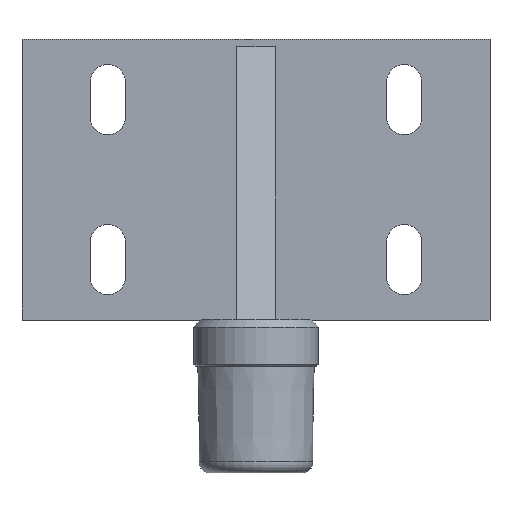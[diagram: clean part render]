
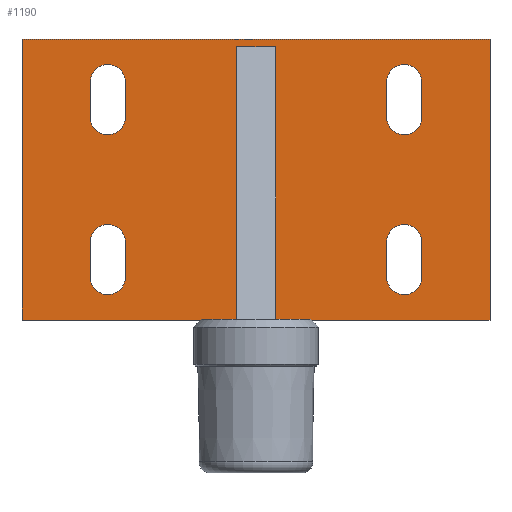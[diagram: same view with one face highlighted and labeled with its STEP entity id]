
A CAD part, top view. The second image highlights one B-rep face of the part: STEP entity #1190.
In plain terms, the highlighted planar face has unit normal (0, 0, 1).
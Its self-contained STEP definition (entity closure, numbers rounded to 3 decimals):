
#88=FACE_BOUND('',#270,.T.);
#89=FACE_BOUND('',#271,.T.);
#90=FACE_BOUND('',#272,.T.);
#91=FACE_BOUND('',#273,.T.);
#106=CIRCLE('',#1411,4.5);
#108=CIRCLE('',#1415,4.5);
#110=CIRCLE('',#1419,4.5);
#112=CIRCLE('',#1423,4.5);
#114=CIRCLE('',#1427,4.5);
#116=CIRCLE('',#1431,4.5);
#118=CIRCLE('',#1435,4.5);
#120=CIRCLE('',#1439,4.5);
#202=FACE_OUTER_BOUND('',#269,.T.);
#269=EDGE_LOOP('',(#873,#874,#875,#876));
#270=EDGE_LOOP('',(#877,#878,#879,#880));
#271=EDGE_LOOP('',(#881,#882,#883,#884));
#272=EDGE_LOOP('',(#885,#886,#887,#888));
#273=EDGE_LOOP('',(#889,#890,#891,#892));
#335=LINE('',#1926,#423);
#339=LINE('',#1938,#427);
#343=LINE('',#1950,#431);
#347=LINE('',#1962,#435);
#351=LINE('',#1974,#439);
#355=LINE('',#1986,#443);
#359=LINE('',#1998,#447);
#363=LINE('',#2010,#451);
#365=LINE('',#2018,#453);
#369=LINE('',#2026,#457);
#372=LINE('',#2032,#460);
#375=LINE('',#2037,#463);
#423=VECTOR('',#1555,10.);
#427=VECTOR('',#1567,10.);
#431=VECTOR('',#1579,10.);
#435=VECTOR('',#1591,10.);
#439=VECTOR('',#1603,10.);
#443=VECTOR('',#1615,10.);
#447=VECTOR('',#1627,10.);
#451=VECTOR('',#1639,10.);
#453=VECTOR('',#1649,10.);
#457=VECTOR('',#1655,10.);
#460=VECTOR('',#1660,10.);
#463=VECTOR('',#1665,10.);
#511=VERTEX_POINT('',#1923);
#512=VERTEX_POINT('',#1925);
#514=VERTEX_POINT('',#1931);
#516=VERTEX_POINT('',#1937);
#519=VERTEX_POINT('',#1947);
#520=VERTEX_POINT('',#1949);
#522=VERTEX_POINT('',#1955);
#524=VERTEX_POINT('',#1961);
#527=VERTEX_POINT('',#1971);
#528=VERTEX_POINT('',#1973);
#530=VERTEX_POINT('',#1979);
#532=VERTEX_POINT('',#1985);
#535=VERTEX_POINT('',#1995);
#536=VERTEX_POINT('',#1997);
#538=VERTEX_POINT('',#2003);
#540=VERTEX_POINT('',#2009);
#541=VERTEX_POINT('',#2016);
#542=VERTEX_POINT('',#2017);
#545=VERTEX_POINT('',#2025);
#547=VERTEX_POINT('',#2031);
#627=EDGE_CURVE('',#512,#511,#335,.T.);
#630=EDGE_CURVE('',#514,#512,#106,.T.);
#633=EDGE_CURVE('',#516,#514,#339,.T.);
#636=EDGE_CURVE('',#511,#516,#108,.T.);
#639=EDGE_CURVE('',#520,#519,#343,.T.);
#642=EDGE_CURVE('',#522,#520,#110,.T.);
#645=EDGE_CURVE('',#524,#522,#347,.T.);
#648=EDGE_CURVE('',#519,#524,#112,.T.);
#651=EDGE_CURVE('',#528,#527,#351,.T.);
#654=EDGE_CURVE('',#530,#528,#114,.T.);
#657=EDGE_CURVE('',#532,#530,#355,.T.);
#660=EDGE_CURVE('',#527,#532,#116,.T.);
#663=EDGE_CURVE('',#536,#535,#359,.T.);
#666=EDGE_CURVE('',#538,#536,#118,.T.);
#669=EDGE_CURVE('',#540,#538,#363,.T.);
#672=EDGE_CURVE('',#535,#540,#120,.T.);
#673=EDGE_CURVE('',#541,#542,#365,.T.);
#677=EDGE_CURVE('',#542,#545,#369,.T.);
#680=EDGE_CURVE('',#545,#547,#372,.T.);
#683=EDGE_CURVE('',#547,#541,#375,.T.);
#873=ORIENTED_EDGE('',*,*,#673,.F.);
#874=ORIENTED_EDGE('',*,*,#683,.F.);
#875=ORIENTED_EDGE('',*,*,#680,.F.);
#876=ORIENTED_EDGE('',*,*,#677,.F.);
#877=ORIENTED_EDGE('',*,*,#627,.T.);
#878=ORIENTED_EDGE('',*,*,#636,.T.);
#879=ORIENTED_EDGE('',*,*,#633,.T.);
#880=ORIENTED_EDGE('',*,*,#630,.T.);
#881=ORIENTED_EDGE('',*,*,#639,.T.);
#882=ORIENTED_EDGE('',*,*,#648,.T.);
#883=ORIENTED_EDGE('',*,*,#645,.T.);
#884=ORIENTED_EDGE('',*,*,#642,.T.);
#885=ORIENTED_EDGE('',*,*,#651,.T.);
#886=ORIENTED_EDGE('',*,*,#660,.T.);
#887=ORIENTED_EDGE('',*,*,#657,.T.);
#888=ORIENTED_EDGE('',*,*,#654,.T.);
#889=ORIENTED_EDGE('',*,*,#669,.T.);
#890=ORIENTED_EDGE('',*,*,#666,.T.);
#891=ORIENTED_EDGE('',*,*,#663,.T.);
#892=ORIENTED_EDGE('',*,*,#672,.T.);
#1141=PLANE('',#1444);
#1190=ADVANCED_FACE('',(#202,#88,#89,#90,#91),#1141,.T.);
#1411=AXIS2_PLACEMENT_3D('',#1932,#1561,#1562);
#1415=AXIS2_PLACEMENT_3D('',#1942,#1573,#1574);
#1419=AXIS2_PLACEMENT_3D('',#1956,#1585,#1586);
#1423=AXIS2_PLACEMENT_3D('',#1966,#1597,#1598);
#1427=AXIS2_PLACEMENT_3D('',#1980,#1609,#1610);
#1431=AXIS2_PLACEMENT_3D('',#1990,#1621,#1622);
#1435=AXIS2_PLACEMENT_3D('',#2004,#1633,#1634);
#1439=AXIS2_PLACEMENT_3D('',#2014,#1645,#1646);
#1444=AXIS2_PLACEMENT_3D('',#2039,#1667,#1668);
#1555=DIRECTION('',(0.,1.,0.));
#1561=DIRECTION('center_axis',(0.,0.,-1.));
#1562=DIRECTION('ref_axis',(-1.,0.,0.));
#1567=DIRECTION('',(0.,-1.,0.));
#1573=DIRECTION('center_axis',(0.,0.,-1.));
#1574=DIRECTION('ref_axis',(1.,0.,0.));
#1579=DIRECTION('',(0.,1.,0.));
#1585=DIRECTION('center_axis',(0.,0.,-1.));
#1586=DIRECTION('ref_axis',(-1.,0.,0.));
#1591=DIRECTION('',(0.,-1.,0.));
#1597=DIRECTION('center_axis',(0.,0.,-1.));
#1598=DIRECTION('ref_axis',(1.,0.,0.));
#1603=DIRECTION('',(0.,1.,0.));
#1609=DIRECTION('center_axis',(0.,0.,-1.));
#1610=DIRECTION('ref_axis',(-1.,0.,0.));
#1615=DIRECTION('',(0.,-1.,0.));
#1621=DIRECTION('center_axis',(0.,0.,-1.));
#1622=DIRECTION('ref_axis',(1.,0.,0.));
#1627=DIRECTION('',(0.,1.,0.));
#1633=DIRECTION('center_axis',(0.,0.,-1.));
#1634=DIRECTION('ref_axis',(-1.,0.,0.));
#1639=DIRECTION('',(0.,-1.,0.));
#1645=DIRECTION('center_axis',(0.,0.,-1.));
#1646=DIRECTION('ref_axis',(1.,0.,0.));
#1649=DIRECTION('',(0.,-1.,0.));
#1655=DIRECTION('',(-1.,0.,0.));
#1660=DIRECTION('',(0.,1.,0.));
#1665=DIRECTION('',(1.,0.,0.));
#1667=DIRECTION('center_axis',(0.,0.,1.));
#1668=DIRECTION('ref_axis',(1.,0.,0.));
#1923=CARTESIAN_POINT('',(17.5,20.,4.));
#1925=CARTESIAN_POINT('',(17.5,11.,4.));
#1926=CARTESIAN_POINT('',(17.5,28.,4.));
#1931=CARTESIAN_POINT('',(26.5,11.,4.));
#1932=CARTESIAN_POINT('Origin',(22.,11.,4.));
#1937=CARTESIAN_POINT('',(26.5,20.,4.));
#1938=CARTESIAN_POINT('',(26.5,23.5,4.));
#1942=CARTESIAN_POINT('Origin',(22.,20.,4.));
#1947=CARTESIAN_POINT('',(93.5,20.,4.));
#1949=CARTESIAN_POINT('',(93.5,11.,4.));
#1950=CARTESIAN_POINT('',(93.5,28.,4.));
#1955=CARTESIAN_POINT('',(102.5,11.,4.));
#1956=CARTESIAN_POINT('Origin',(98.,11.,4.));
#1961=CARTESIAN_POINT('',(102.5,20.,4.));
#1962=CARTESIAN_POINT('',(102.5,23.5,4.));
#1966=CARTESIAN_POINT('Origin',(98.,20.,4.));
#1971=CARTESIAN_POINT('',(17.5,61.,4.));
#1973=CARTESIAN_POINT('',(17.5,52.,4.));
#1974=CARTESIAN_POINT('',(17.5,48.5,4.));
#1979=CARTESIAN_POINT('',(26.5,52.,4.));
#1980=CARTESIAN_POINT('Origin',(22.,52.,4.));
#1985=CARTESIAN_POINT('',(26.5,61.,4.));
#1986=CARTESIAN_POINT('',(26.5,44.,4.));
#1990=CARTESIAN_POINT('Origin',(22.,61.,4.));
#1995=CARTESIAN_POINT('',(93.5,61.,4.));
#1997=CARTESIAN_POINT('',(93.5,52.,4.));
#1998=CARTESIAN_POINT('',(93.5,48.5,4.));
#2003=CARTESIAN_POINT('',(102.5,52.,4.));
#2004=CARTESIAN_POINT('Origin',(98.,52.,4.));
#2009=CARTESIAN_POINT('',(102.5,61.,4.));
#2010=CARTESIAN_POINT('',(102.5,44.,4.));
#2014=CARTESIAN_POINT('Origin',(98.,61.,4.));
#2016=CARTESIAN_POINT('',(120.,72.,4.));
#2017=CARTESIAN_POINT('',(120.,0.,4.));
#2018=CARTESIAN_POINT('',(120.,72.,4.));
#2025=CARTESIAN_POINT('',(0.,0.,4.));
#2026=CARTESIAN_POINT('',(120.,0.,4.));
#2031=CARTESIAN_POINT('',(0.,72.,4.));
#2032=CARTESIAN_POINT('',(0.,0.,4.));
#2037=CARTESIAN_POINT('',(0.,72.,4.));
#2039=CARTESIAN_POINT('Origin',(60.,36.,4.));
